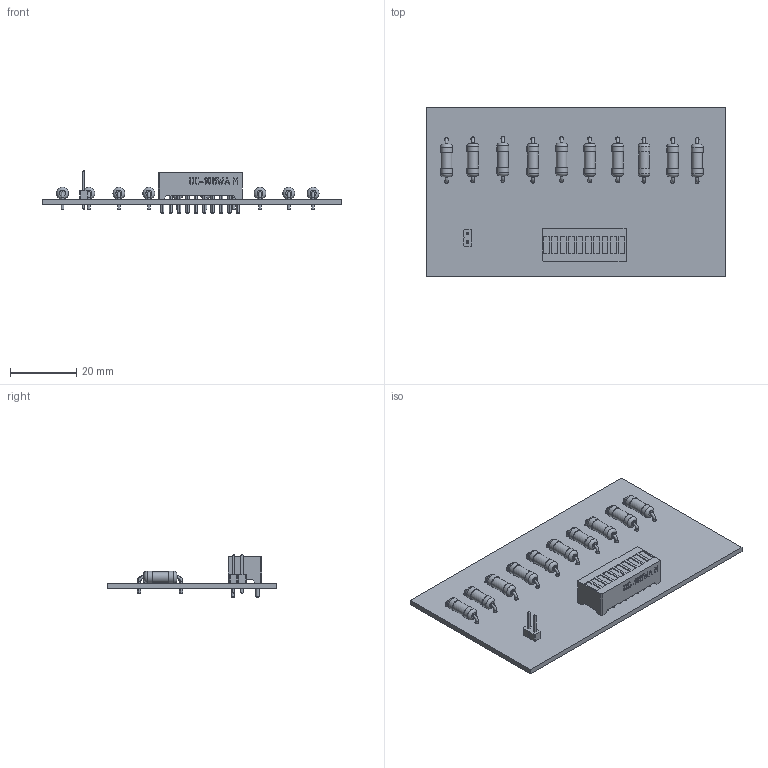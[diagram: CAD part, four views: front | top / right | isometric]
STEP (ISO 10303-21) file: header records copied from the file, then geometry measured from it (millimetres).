
FILE_DESCRIPTION(('KiCad electronic assembly'),'2;1');
FILE_NAME('Prueba 1 E.A.S - 2.step','2023-11-08T06:58:26',('Pcbnew'),( 'Kicad'),'Open CASCADE STEP processor 7.6','KiCad to STEP converter' ,'Unknown');
FILE_SCHEMA(('AUTOMOTIVE_DESIGN { 1 0 10303 214 1 1 1 1 }'));
Length unit declared in the file: millimetre
Products named in the file (8): Prueba 1 E.A.S - 2 1; R_Axial_DIN0411_L9.9mm_D3.6mm_P12.70mm_Horizontal; SOLID; LED bar; PinHeader_1x02_P2.54mm_Vertical; PCB
Assembly tree (16 placements, depth 3):
  Prueba 1 E.A.S - 2 1
    R_Axial_DIN0411_L9.9mm_D3.6mm_P12.70mm_Horizontal  x10
      SOLID
    LED bar
      SOLID
    PinHeader_1x02_P2.54mm_Vertical
      SOLID
    PCB
Bounding box: 90.67 x 51.37 x 12.74 mm (x, y, z)
Volume: 10249.8 mm3; surface area: 12903.6 mm2
Topology: 13 solids, 13 shells, 590 faces, 1322 edges, 840 vertices
Faces by surface type: plane 277, cylinder 152, bspline 81, torus 80
Full cylindrical faces by diameter (mm): 0.762 x20, 0.8 x40, 1 x2, 1.2 x20, 3.24 x10, 3.6 x20
Entity records: 34164 total; most frequent: CARTESIAN_POINT 10690, DIRECTION 3612, LINE 2288, VECTOR 2288, ORIENTED_EDGE 2158, PCURVE 2158, DEFINITIONAL_REPRESENTATION 2158, EDGE_CURVE 1079
